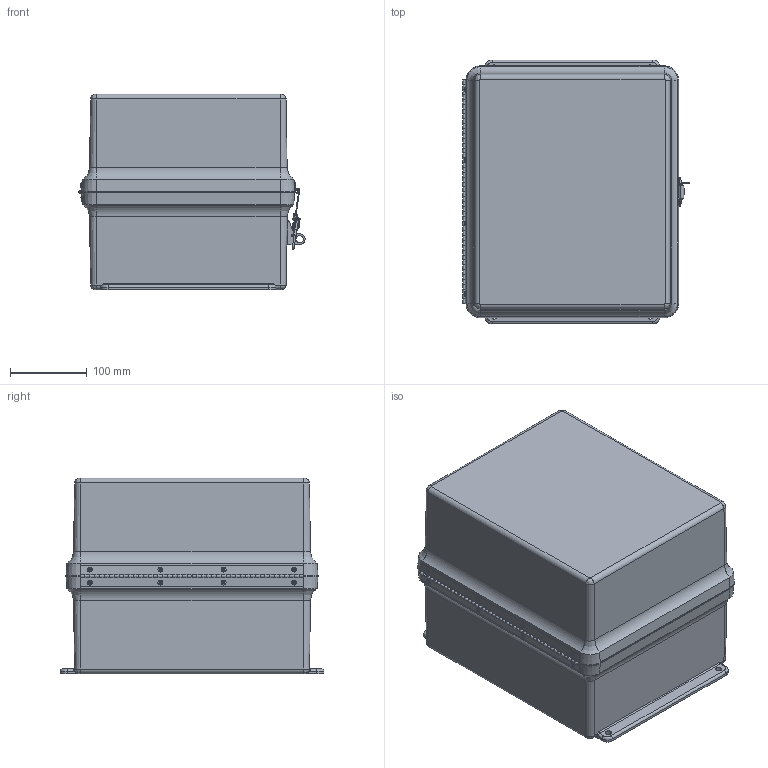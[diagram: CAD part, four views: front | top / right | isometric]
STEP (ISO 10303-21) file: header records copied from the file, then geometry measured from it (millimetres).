
FILE_DESCRIPTION(/* description */ (''),/* implementation_level */ '2;1');
FILE_NAME(/* name */ 'HW-J121010XD.stp',/* time_stamp */ '2014-04-17T09:54:46-05:00',/* author */ ('jtigges'),/* organization */ (''),/* preprocessor_version */ 'ST-DEVELOPER v15.2',/* originating_system */ 'Autodesk Inventor 2014',/* authorisation */ '');
FILE_SCHEMA (('AUTOMOTIVE_DESIGN { 1 0 10303 214 3 1 1 }'));
Length unit declared in the file: inch
Products named in the file (31): J1210SSH; RMINS45821P_113; RMINS45821P_114; RMINS45821P_115; RMINS45821P_116; J1210BSSH; RMRIV43; JONEA; SSHONEB; JONEC; JONED; JONEE; JONEF; JONEG; JONEH; SSHONEI; SSHONE; RMLATSSH; RMHINGCOVSSH11.5; RMHINGPIN11.5; RMHINGBOXSSH11.5; RMHINGSSH1210; J1210SSHCOV; GASKET_SSH_1210; J1210BSSHCOV; RMINS45821P_117; RMINS45821P_118; RMINS45821P_119; RMINS45821P_120; RMKEEPSSHLL150; J121010SSH_STP
Bounding box: 295.14 x 344.49 x 255.23 mm (x, y, z)
Volume: 1881688.3 mm3; surface area: 967139.2 mm2
Topology: 37 solids, 37 shells, 1229 faces, 2977 edges, 1869 vertices
Faces by surface type: cylinder 472, plane 455, bspline 159, torus 64, cone 58, sphere 21
Full cylindrical faces by diameter (mm): 2.159 x47, 2.4 x1, 2.7 x2, 3 x1, 3.175 x12, 3.25 x1, 3.302 x2, 3.454 x8, 3.5 x1, 3.556 x12, 3.861 x16, 3.962 x8, 4.2 x2, 4.7 x1, 4.9 x1, 5 x2, 5.3 x1, 5.537 x8, 6.35 x12, 6.858 x8, 9.55 x1, 13.3 x1, 13.5 x1
Entity records: 45941 total; most frequent: CARTESIAN_POINT 17829, DIRECTION 5961, ORIENTED_EDGE 5420, EDGE_CURVE 2710, AXIS2_PLACEMENT_3D 2326, VERTEX_POINT 1779, EDGE_LOOP 1515, LINE 1309
